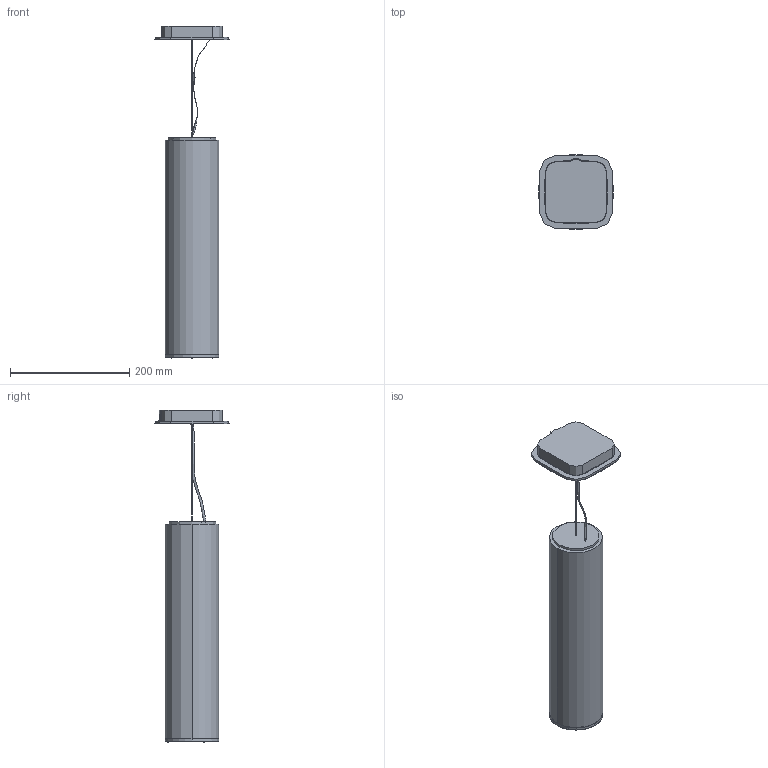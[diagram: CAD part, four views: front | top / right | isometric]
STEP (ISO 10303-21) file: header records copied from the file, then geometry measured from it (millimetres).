
FILE_DESCRIPTION(/* description */ (''),/* implementation_level */ '2;1');
FILE_NAME(/* name */ 'ILIO SOSPENSIONE 36',/* time_stamp */ '2024-07-02T17:04:53+02:00',/* author */ (''),/* organization */ (''),/* preprocessor_version */ 'ST-DEVELOPER v16.5',/* originating_system */ 'Rhino 7.37',/* authorisation */ '');
FILE_SCHEMA (('AUTOMOTIVE_DESIGN'));
Length unit declared in the file: millimetre
Products named in the file (1): Document
Bounding box: 124.69 x 124.69 x 557.82 mm (x, y, z)
Volume: 278517.2 mm3; surface area: 188878.2 mm2
Topology: 7 solids, 11 shells, 334 faces, 787 edges, 471 vertices
Faces by surface type: bspline 177, cylinder 80, plane 77
Entity records: 20706 total; most frequent: CARTESIAN_POINT 15945, ORIENTED_EDGE 1544, EDGE_CURVE 784, VERTEX_POINT 470, EDGE_LOOP 359, ADVANCED_FACE 334, FACE_OUTER_BOUND 334, B_SPLINE_CURVE_WITH_KNOTS 293
